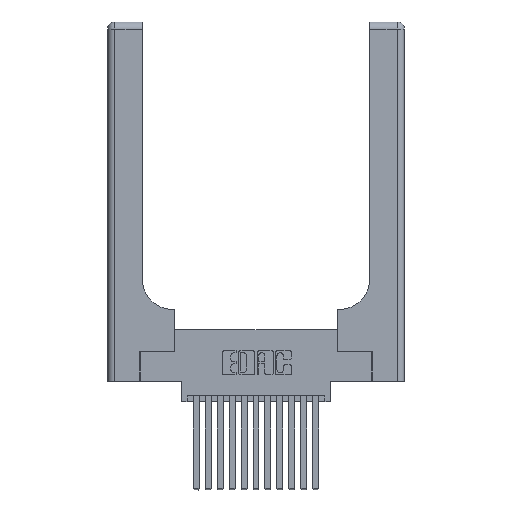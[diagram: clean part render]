
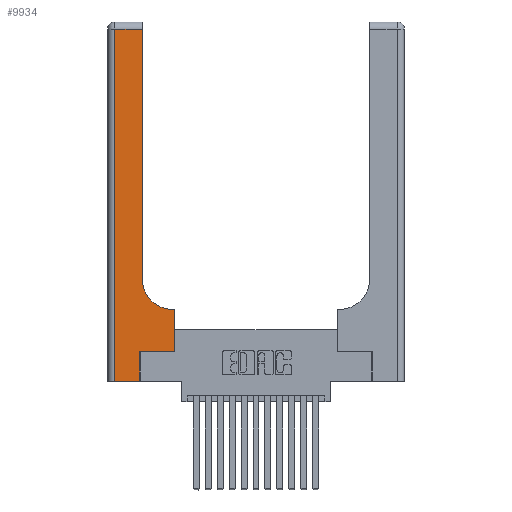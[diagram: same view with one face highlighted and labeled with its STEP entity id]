
A CAD part, top view. The second image highlights one B-rep face of the part: STEP entity #9934.
In plain terms, the highlighted planar face has unit normal (0, 0, 1).
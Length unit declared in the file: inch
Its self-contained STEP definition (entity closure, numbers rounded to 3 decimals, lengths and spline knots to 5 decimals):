
#58 = DIRECTION ( 'NONE',  ( 0., 0., -1. ) ) ;
#181 = CARTESIAN_POINT ( 'NONE',  ( 0.5585, 0.6, 0.37 ) ) ;
#608 = VERTEX_POINT ( 'NONE', #1344 ) ;
#777 = VERTEX_POINT ( 'NONE', #11167 ) ;
#881 = VERTEX_POINT ( 'NONE', #4677 ) ;
#889 = DIRECTION ( 'NONE',  ( 0., 1., 0. ) ) ;
#1155 = EDGE_CURVE ( 'NONE', #2659, #881, #10534, .T. ) ;
#1216 = CARTESIAN_POINT ( 'NONE',  ( 0.269, 0., 0.37 ) ) ;
#1217 = ORIENTED_EDGE ( 'NONE', *, *, #4247, .T. ) ;
#1344 = CARTESIAN_POINT ( 'NONE',  ( 0.269, 0., 0.37 ) ) ;
#1366 = EDGE_CURVE ( 'NONE', #608, #10880, #5565, .T. ) ;
#1410 = CARTESIAN_POINT ( 'NONE',  ( 0.5585, 0.25, 0.37 ) ) ;
#1590 = ORIENTED_EDGE ( 'NONE', *, *, #1366, .T. ) ;
#1712 = DIRECTION ( 'NONE',  ( 0., 0., -1. ) ) ;
#1828 = DIRECTION ( 'NONE',  ( -1., 0., 0. ) ) ;
#1933 = EDGE_CURVE ( 'NONE', #10880, #777, #16081, .T. ) ;
#2056 = EDGE_CURVE ( 'NONE', #12476, #608, #12364, .T. ) ;
#2659 = VERTEX_POINT ( 'NONE', #181 ) ;
#2716 = CARTESIAN_POINT ( 'NONE',  ( 0.5415, 0.85, 0.37 ) ) ;
#2834 = AXIS2_PLACEMENT_3D ( 'NONE', #12344, #1712, #1828 ) ;
#3401 = LINE ( 'NONE', #5795, #5563 ) ;
#3441 = EDGE_CURVE ( 'NONE', #881, #13809, #12545, .T. ) ;
#3604 = ORIENTED_EDGE ( 'NONE', *, *, #1155, .T. ) ;
#3806 = VECTOR ( 'NONE', #889, 39.37008 ) ;
#4247 = EDGE_CURVE ( 'NONE', #11904, #9976, #10134, .T. ) ;
#4281 = DIRECTION ( 'NONE',  ( 0., -1., 0. ) ) ;
#4499 = LINE ( 'NONE', #1410, #8828 ) ;
#4677 = CARTESIAN_POINT ( 'NONE',  ( 0.5415, 0.6, 0.37 ) ) ;
#5180 = FACE_OUTER_BOUND ( 'NONE', #10701, .T. ) ;
#5344 = CARTESIAN_POINT ( 'NONE',  ( 0.269, 0.25, 0.37 ) ) ;
#5356 = CARTESIAN_POINT ( 'NONE',  ( 0., 2.94, 0.37 ) ) ;
#5563 = VECTOR ( 'NONE', #4281, 39.37008 ) ;
#5565 = LINE ( 'NONE', #1216, #16189 ) ;
#5795 = CARTESIAN_POINT ( 'NONE',  ( 0.06, 3., 0.37 ) ) ;
#6040 = EDGE_CURVE ( 'NONE', #9976, #12476, #3401, .T. ) ;
#6332 = CARTESIAN_POINT ( 'NONE',  ( 0.2915, 0.85, 0.37 ) ) ;
#6338 = EDGE_CURVE ( 'NONE', #13809, #11904, #7056, .T. ) ;
#6371 = DIRECTION ( 'NONE',  ( 0., 1., 0. ) ) ;
#6701 = AXIS2_PLACEMENT_3D ( 'NONE', #2716, #58, #12325 ) ;
#6812 = DIRECTION ( 'NONE',  ( 0., 1., 0. ) ) ;
#7056 = LINE ( 'NONE', #17492, #3806 ) ;
#7059 = ORIENTED_EDGE ( 'NONE', *, *, #2056, .T. ) ;
#8157 = ORIENTED_EDGE ( 'NONE', *, *, #11414, .T. ) ;
#8828 = VECTOR ( 'NONE', #6812, 39.37008 ) ;
#9084 = VECTOR ( 'NONE', #15041, 39.37008 ) ;
#9214 = CARTESIAN_POINT ( 'NONE',  ( 0.269, 0.25, 0.37 ) ) ;
#9934 = ADVANCED_FACE ( 'NONE', ( #5180 ), #16608, .F. ) ;
#9935 = DIRECTION ( 'NONE',  ( 1., 0., 0. ) ) ;
#9976 = VERTEX_POINT ( 'NONE', #11299 ) ;
#9980 = ORIENTED_EDGE ( 'NONE', *, *, #3441, .T. ) ;
#10134 = LINE ( 'NONE', #5356, #9084 ) ;
#10435 = VECTOR ( 'NONE', #9935, 39.37008 ) ;
#10510 = ORIENTED_EDGE ( 'NONE', *, *, #6040, .T. ) ;
#10534 = LINE ( 'NONE', #14882, #15308 ) ;
#10701 = EDGE_LOOP ( 'NONE', ( #13189, #1217, #10510, #7059, #1590, #13638, #8157, #3604, #9980 ) ) ;
#10880 = VERTEX_POINT ( 'NONE', #9214 ) ;
#11167 = CARTESIAN_POINT ( 'NONE',  ( 0.5585, 0.25, 0.37 ) ) ;
#11299 = CARTESIAN_POINT ( 'NONE',  ( 0.06, 2.94, 0.37 ) ) ;
#11414 = EDGE_CURVE ( 'NONE', #777, #2659, #4499, .T. ) ;
#11722 = VECTOR ( 'NONE', #12345, 39.37008 ) ;
#11904 = VERTEX_POINT ( 'NONE', #17737 ) ;
#12325 = DIRECTION ( 'NONE',  ( 1., 0., 0. ) ) ;
#12344 = CARTESIAN_POINT ( 'NONE',  ( 0., 3., 0.37 ) ) ;
#12345 = DIRECTION ( 'NONE',  ( 1., 0., 0. ) ) ;
#12364 = LINE ( 'NONE', #16680, #10435 ) ;
#12476 = VERTEX_POINT ( 'NONE', #16256 ) ;
#12545 = CIRCLE ( 'NONE', #6701, 0.25 ) ;
#13189 = ORIENTED_EDGE ( 'NONE', *, *, #6338, .T. ) ;
#13537 = DIRECTION ( 'NONE',  ( -1., 0., 0. ) ) ;
#13638 = ORIENTED_EDGE ( 'NONE', *, *, #1933, .T. ) ;
#13809 = VERTEX_POINT ( 'NONE', #6332 ) ;
#14882 = CARTESIAN_POINT ( 'NONE',  ( 0.2915, 0.6, 0.37 ) ) ;
#15041 = DIRECTION ( 'NONE',  ( -1., 0., 0. ) ) ;
#15308 = VECTOR ( 'NONE', #13537, 39.37008 ) ;
#16081 = LINE ( 'NONE', #5344, #11722 ) ;
#16189 = VECTOR ( 'NONE', #6371, 39.37008 ) ;
#16256 = CARTESIAN_POINT ( 'NONE',  ( 0.06, 0., 0.37 ) ) ;
#16608 = PLANE ( 'NONE',  #2834 ) ;
#16680 = CARTESIAN_POINT ( 'NONE',  ( 0., 0., 0.37 ) ) ;
#17492 = CARTESIAN_POINT ( 'NONE',  ( 0.2915, 3., 0.37 ) ) ;
#17737 = CARTESIAN_POINT ( 'NONE',  ( 0.2915, 2.94, 0.37 ) ) ;
